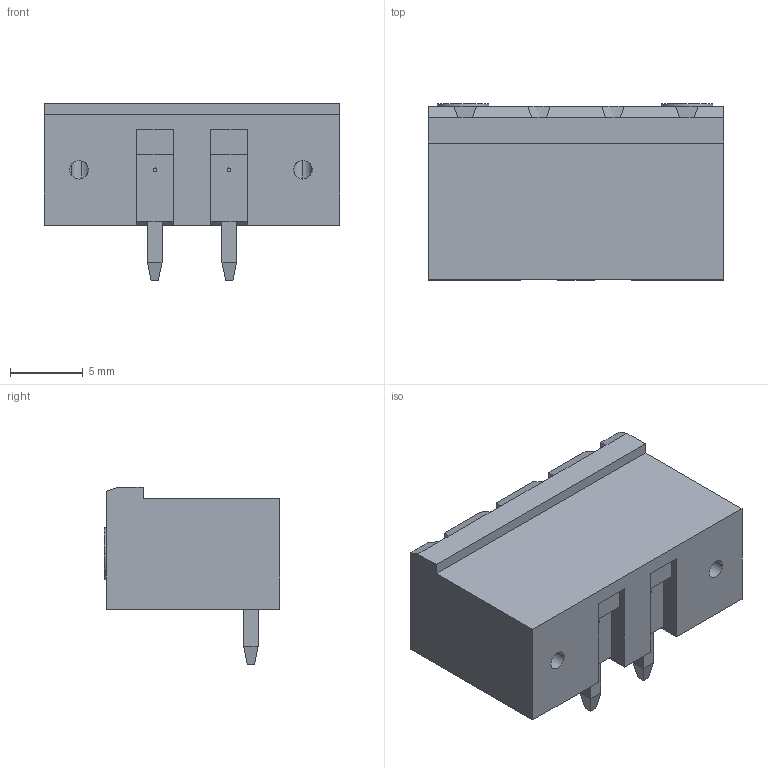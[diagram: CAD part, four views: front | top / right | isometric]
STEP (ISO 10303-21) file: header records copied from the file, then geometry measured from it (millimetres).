
FILE_DESCRIPTION (( 'STEP AP214' ), '1' );
FILE_NAME ('WJ2EDGRM-02P-5.08.STEP', '2020-08-12T20:12:56', ( '' ), ( '' ), 'SwSTEP 2.0', 'SolidWorks 2020', '' );
FILE_SCHEMA (( 'AUTOMOTIVE_DESIGN' ));
Length unit declared in the file: millimetre
Products named in the file (3): PinAngle; WJ2EDGRM-02P-5.08-Body; WJ2EDGRM-02P-5.08
Assembly tree (3 placements, depth 2):
  WJ2EDGRM-02P-5.08
    WJ2EDGRM-02P-5.08-Body
    PinAngle  x2
Bounding box: 20.32 x 12.09 x 12.19 mm (x, y, z)
Volume: 1264.8 mm3; surface area: 1650.9 mm2
Topology: 3 solids, 3 shells, 160 faces, 418 edges, 268 vertices
Faces by surface type: plane 120, cylinder 38, cone 2
Entity records: 4712 total; most frequent: CARTESIAN_POINT 830, ORIENTED_EDGE 756, DIRECTION 742, EDGE_CURVE 378, VECTOR 286, LINE 286, VERTEX_POINT 244, AXIS2_PLACEMENT_3D 228
